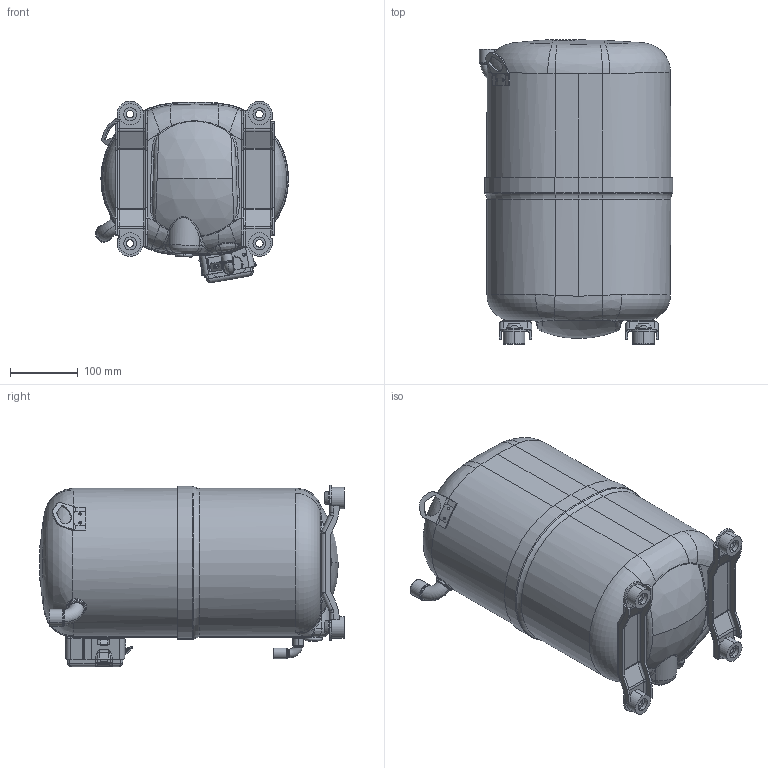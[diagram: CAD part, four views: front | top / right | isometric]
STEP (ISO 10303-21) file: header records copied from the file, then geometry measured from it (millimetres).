
FILE_DESCRIPTION (( 'STEP AP203' ), '1' );
FILE_NAME ('707318C.STEP', '2013-06-03T18:57:50', ( '' ), ( '' ), 'SwSTEP 2.0', 'SolidWorks 2013', '' );
FILE_SCHEMA (( 'CONFIG_CONTROL_DESIGN' ));
Length unit declared in the file: inch
Products named in the file (1): 707318C
Bounding box: 284.83 x 448.06 x 267.44 mm (x, y, z)
Surface area: 546282.5 mm2 (no closed solid volume)
Topology: 0 solids, 21 shells, 716 faces, 2257 edges, 1523 vertices
Faces by surface type: cylinder 246, plane 221, bspline 106, torus 104, cone 21, sphere 18
Entity records: 34520 total; most frequent: CARTESIAN_POINT 15338, DIRECTION 3938, ORIENTED_EDGE 3777, EDGE_CURVE 2236, VERTEX_POINT 1523, AXIS2_PLACEMENT_3D 1460, VECTOR 1018, LINE 1018
